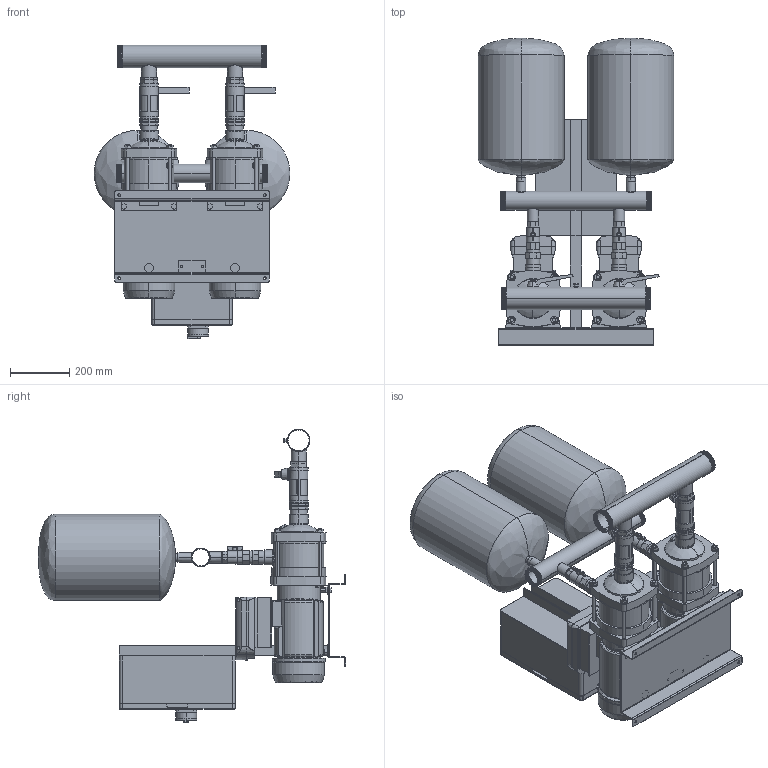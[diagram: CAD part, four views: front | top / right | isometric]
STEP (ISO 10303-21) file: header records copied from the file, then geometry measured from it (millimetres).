
FILE_DESCRIPTION (( 'STEP AP214' ), '1' );
FILE_NAME ('2EH_20-3_TE_ZB00064927.STEP', '2022-07-17T14:59:53', ( '' ), ( '' ), 'SwSTEP 2.0', 'SolidWorks 2020', '' );
FILE_SCHEMA (( 'AUTOMOTIVE_DESIGN' ));
Length unit declared in the file: millimetre
Products named in the file (1): 2EH_20-3_TE_ZB00064927
Bounding box: 660 x 1035 x 990 mm (x, y, z)
Volume: 90340316.7 mm3; surface area: 5166679.6 mm2
Topology: 74 solids, 75 shells, 1790 faces, 4296 edges, 2775 vertices
Faces by surface type: plane 860, cylinder 725, cone 114, torus 43, bspline 38, sphere 10
Entity records: 90212 total; most frequent: CARTESIAN_POINT 28153, DIRECTION 8584, ORIENTED_EDGE 8580, EDGE_CURVE 4290, AXIS2_PLACEMENT_3D 3143, VERTEX_POINT 2775, VECTOR 2298, LINE 2298
